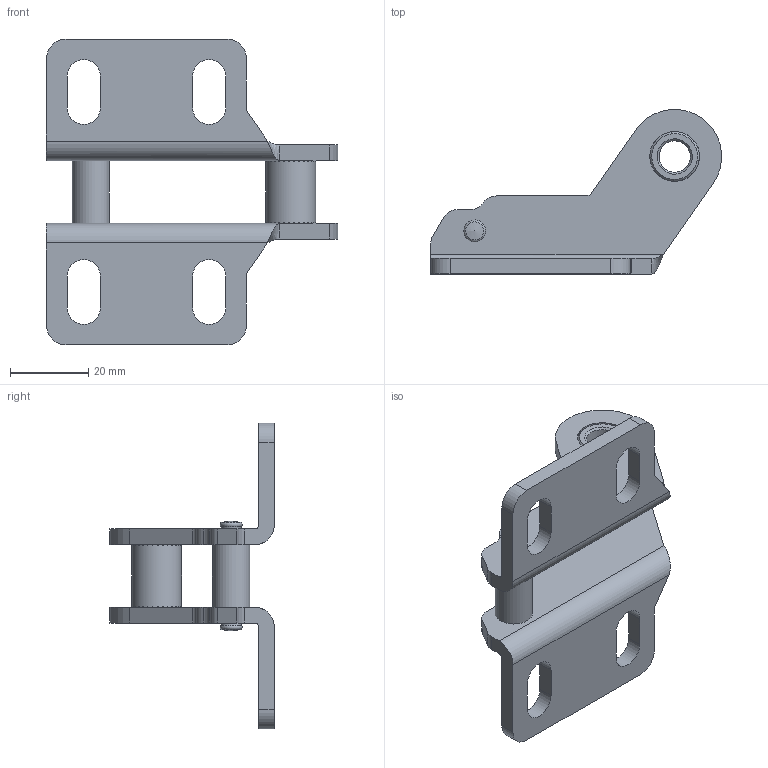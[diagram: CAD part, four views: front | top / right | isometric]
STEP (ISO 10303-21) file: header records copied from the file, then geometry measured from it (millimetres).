
FILE_DESCRIPTION(/* description */ (''),/* implementation_level */ '2;1');
FILE_NAME(/* name */ 'HC03LPSS.stp',/* time_stamp */ '2021-10-29T10:00:10+01:00',/* author */ ('Sandfield Engineering'),/* organization */ ('Sandfield Engineering'),/* preprocessor_version */ 'ST-DEVELOPER v18.1',/* originating_system */ 'Autodesk Inventor 2021',/* authorisation */ '');
FILE_SCHEMA (('AUTOMOTIVE_DESIGN { 1 0 10303 214 3 1 1 }'));
Length unit declared in the file: millimetre
Products named in the file (1): HC03LPSS
Bounding box: 74.23 x 41.95 x 78 mm (x, y, z)
Volume: 24249.2 mm3; surface area: 15665.4 mm2
Topology: 1 solids, 2 shells, 267 faces, 1017 edges, 638 vertices
Faces by surface type: plane 218, cylinder 37, cone 4, torus 4, bspline 2, sphere 2
Full cylindrical faces by diameter (mm): 5 x1, 5.1 x1, 8 x1, 9.525 x1, 12.7 x3
Entity records: 11228 total; most frequent: CARTESIAN_POINT 2373, ORIENTED_EDGE 2030, DIRECTION 1761, EDGE_CURVE 1015, VERTEX_POINT 638, AXIS2_PLACEMENT_3D 604, LINE 553, VECTOR 553
